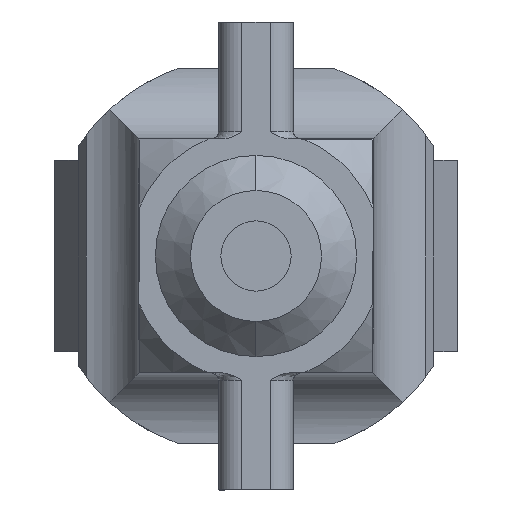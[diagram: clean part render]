
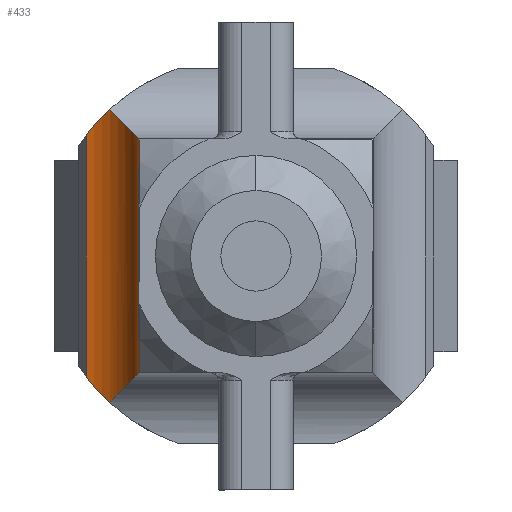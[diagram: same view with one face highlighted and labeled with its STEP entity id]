
A CAD part, front view. The second image highlights one B-rep face of the part: STEP entity #433.
In plain terms, the highlighted cylindrical face has radius 3 mm (diameter 6 mm), a partial arc.
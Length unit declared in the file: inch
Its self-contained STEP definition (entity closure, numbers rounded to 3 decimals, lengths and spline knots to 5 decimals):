
#3 = CARTESIAN_POINT ( 'NONE',  ( -0.19685, 2.06496, -0.19685 ) ) ;
#4 = DIRECTION ( 'NONE',  ( 0., 0., 1. ) ) ;
#23 = CARTESIAN_POINT ( 'NONE',  ( -0.2852, 2.17926, 0. ) ) ;
#26 = CARTESIAN_POINT ( 'NONE',  ( -0.19685, 2.10385, -0.19685 ) ) ;
#125 = CARTESIAN_POINT ( 'NONE',  ( -0.24627, 2.16104, 0.24627 ) ) ;
#130 = CARTESIAN_POINT ( 'NONE',  ( -0.25966, 2.17061, 0.23395 ) ) ;
#135 = CARTESIAN_POINT ( 'NONE',  ( -0.2852, 2.17926, 0.20369 ) ) ;
#150 = CARTESIAN_POINT ( 'NONE',  ( -0.2729, 2.17606, 0.21973 ) ) ;
#240 = CARTESIAN_POINT ( 'NONE',  ( -0.2852, 2.17926, -0.20369 ) ) ;
#242 = CARTESIAN_POINT ( 'NONE',  ( -0.2729, 2.17606, -0.21973 ) ) ;
#271 = CARTESIAN_POINT ( 'NONE',  ( -0.24627, 2.16104, -0.24627 ) ) ;
#273 = CARTESIAN_POINT ( 'NONE',  ( -0.25966, 2.17061, -0.23395 ) ) ;
#315 = VERTEX_POINT ( 'NONE', #2146 ) ;
#376 = VERTEX_POINT ( 'NONE', #2293 ) ;
#433 = ADVANCED_FACE ( 'NONE', ( #2421 ), #2411, .F. ) ;
#487 = CARTESIAN_POINT ( 'NONE',  ( -0.19685, 2.06496, 0.19685 ) ) ;
#509 = VERTEX_POINT ( 'NONE', #1324 ) ;
#510 = VERTEX_POINT ( 'NONE', #1314 ) ;
#539 = VERTEX_POINT ( 'NONE', #712 ) ;
#712 = CARTESIAN_POINT ( 'NONE',  ( -0.24627, 2.16104, -0.24627 ) ) ;
#718 =( BOUNDED_CURVE ( )  B_SPLINE_CURVE ( 3, ( #3, #26, #1510, #1811 ),
 .UNSPECIFIED., .F., .F. ) 
 B_SPLINE_CURVE_WITH_KNOTS ( ( 4, 4 ),
 ( 3.14159, 4.0917 ),
 .UNSPECIFIED. ) 
 CURVE ( )  GEOMETRIC_REPRESENTATION_ITEM ( )  RATIONAL_B_SPLINE_CURVE ( ( 1., 0.926, 0.926, 1. ) ) 
 REPRESENTATION_ITEM ( '' )  );
#848 = EDGE_LOOP ( 'NONE', ( #987, #998, #974, #972, #967, #965 ) ) ;
#965 = ORIENTED_EDGE ( 'NONE', *, *, #2295, .F. ) ;
#967 = ORIENTED_EDGE ( 'NONE', *, *, #2262, .F. ) ;
#972 = ORIENTED_EDGE ( 'NONE', *, *, #1957, .F. ) ;
#974 = ORIENTED_EDGE ( 'NONE', *, *, #1973, .F. ) ;
#987 = ORIENTED_EDGE ( 'NONE', *, *, #2233, .F. ) ;
#998 = ORIENTED_EDGE ( 'NONE', *, *, #2301, .F. ) ;
#1074 = DIRECTION ( 'NONE',  ( 0., 0., -1. ) ) ;
#1079 = CARTESIAN_POINT ( 'NONE',  ( -0.19685, 2.06496, 0. ) ) ;
#1137 = CARTESIAN_POINT ( 'NONE',  ( -0.19685, 2.06496, 0.19685 ) ) ;
#1145 = CARTESIAN_POINT ( 'NONE',  ( -0.21464, 2.13843, 0.21464 ) ) ;
#1148 = CARTESIAN_POINT ( 'NONE',  ( -0.24627, 2.16104, 0.24627 ) ) ;
#1159 = CARTESIAN_POINT ( 'NONE',  ( -0.19685, 2.10385, 0.19685 ) ) ;
#1246 =( BOUNDED_CURVE ( )  B_SPLINE_CURVE ( 3, ( #1148, #1145, #1159, #1137 ),
 .UNSPECIFIED., .F., .T. ) 
 B_SPLINE_CURVE_WITH_KNOTS ( ( 4, 4 ),
 ( 2.19149, 3.14159 ),
 .UNSPECIFIED. ) 
 CURVE ( )  GEOMETRIC_REPRESENTATION_ITEM ( )  RATIONAL_B_SPLINE_CURVE ( ( 1., 0.926, 0.926, 1. ) ) 
 REPRESENTATION_ITEM ( '' )  );
#1314 = CARTESIAN_POINT ( 'NONE',  ( -0.2852, 2.17926, -0.20369 ) ) ;
#1324 = CARTESIAN_POINT ( 'NONE',  ( -0.24627, 2.16104, 0.24627 ) ) ;
#1431 = VECTOR ( 'NONE', #4, 39.37008 ) ;
#1450 = LINE ( 'NONE', #23, #1431 ) ;
#1510 = CARTESIAN_POINT ( 'NONE',  ( -0.21464, 2.13843, -0.21464 ) ) ;
#1811 = CARTESIAN_POINT ( 'NONE',  ( -0.24627, 2.16104, -0.24627 ) ) ;
#1862 = AXIS2_PLACEMENT_3D ( 'NONE', #2162, #2449, #2428 ) ;
#1914 = B_SPLINE_CURVE_WITH_KNOTS ( 'NONE', 3,
 ( #271, #273, #242, #240 ),
 .UNSPECIFIED., .F., .F.,
 ( 4, 4 ),
 ( 0., 0.00154 ),
 .UNSPECIFIED. ) ;
#1957 = EDGE_CURVE ( 'NONE', #509, #2482, #1246, .T. ) ;
#1973 = EDGE_CURVE ( 'NONE', #2482, #315, #1981, .T. ) ;
#1981 = LINE ( 'NONE', #1079, #1994 ) ;
#1994 = VECTOR ( 'NONE', #1074, 39.37008 ) ;
#2060 = B_SPLINE_CURVE_WITH_KNOTS ( 'NONE', 3,
 ( #135, #150, #130, #125 ),
 .UNSPECIFIED., .F., .F.,
 ( 4, 4 ),
 ( 0., 0.00154 ),
 .UNSPECIFIED. ) ;
#2146 = CARTESIAN_POINT ( 'NONE',  ( -0.19685, 2.06496, -0.19685 ) ) ;
#2162 = CARTESIAN_POINT ( 'NONE',  ( -0.31496, 2.06496, 0. ) ) ;
#2233 = EDGE_CURVE ( 'NONE', #539, #510, #1914, .T. ) ;
#2262 = EDGE_CURVE ( 'NONE', #376, #509, #2060, .T. ) ;
#2293 = CARTESIAN_POINT ( 'NONE',  ( -0.2852, 2.17926, 0.20369 ) ) ;
#2295 = EDGE_CURVE ( 'NONE', #510, #376, #1450, .T. ) ;
#2301 = EDGE_CURVE ( 'NONE', #315, #539, #718, .T. ) ;
#2411 = CYLINDRICAL_SURFACE ( 'NONE', #1862, 0.11811 ) ;
#2421 = FACE_OUTER_BOUND ( 'NONE', #848, .T. ) ;
#2428 = DIRECTION ( 'NONE',  ( -1., 0., 0. ) ) ;
#2449 = DIRECTION ( 'NONE',  ( 0., 0., -1. ) ) ;
#2482 = VERTEX_POINT ( 'NONE', #487 ) ;
